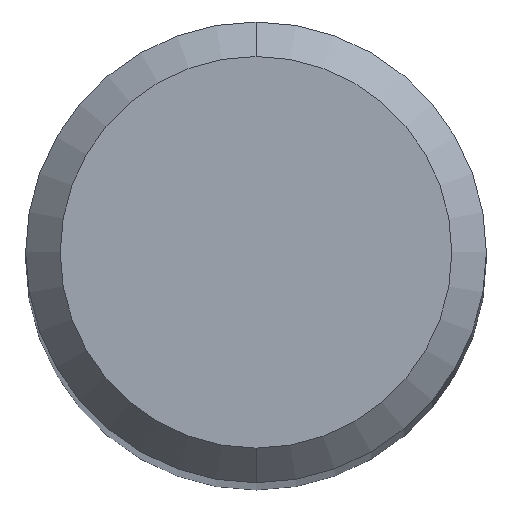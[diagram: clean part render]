
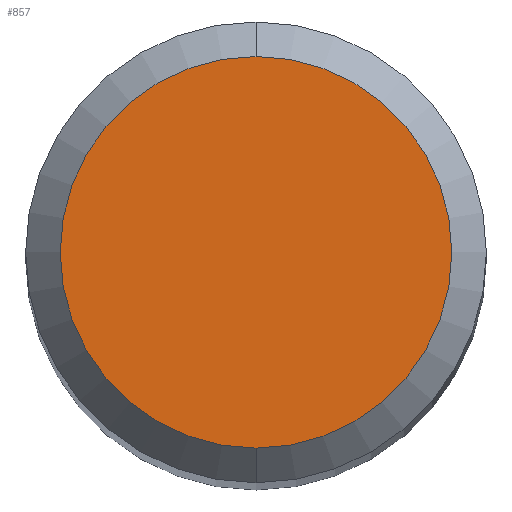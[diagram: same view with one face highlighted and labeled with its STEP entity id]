
A CAD part, top view. The second image highlights one B-rep face of the part: STEP entity #857.
In plain terms, the highlighted planar face has unit normal (0, 0, 1).
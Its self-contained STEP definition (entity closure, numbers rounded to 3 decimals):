
#591=EDGE_CURVE('',#745,#771,#1408,.T.);
#745=VERTEX_POINT('',#1579);
#749=EDGE_CURVE('',#771,#745,#1583,.T.);
#771=VERTEX_POINT('',#1608);
#857=ADVANCED_FACE('',(#1702),#1703,.T.);
#1408=CIRCLE('',#2807,1.7);
#1579=CARTESIAN_POINT('',(0.0,1.7,0.0));
#1583=CIRCLE('',#3501,1.7);
#1608=CARTESIAN_POINT('',(0.,-1.7,0.0));
#1702=FACE_OUTER_BOUND('',#4107,.T.);
#1703=PLANE('',#4108);
#2807=AXIS2_PLACEMENT_3D('',#5562,#5563,#5564);
#3501=AXIS2_PLACEMENT_3D('',#5802,#5803,#5804);
#4107=EDGE_LOOP('',(#5931,#5932));
#4108=AXIS2_PLACEMENT_3D('',#5933,#5934,#5935);
#5562=CARTESIAN_POINT('',(0.0,0.0,0.0));
#5563=DIRECTION('',(0.0,0.0,-1.0));
#5564=DIRECTION('',(0.0,1.0,0.0));
#5802=CARTESIAN_POINT('',(0.0,0.0,0.0));
#5803=DIRECTION('',(0.0,0.0,-1.0));
#5804=DIRECTION('',(0.0,1.0,0.0));
#5931=ORIENTED_EDGE('',*,*,#591,.F.);
#5932=ORIENTED_EDGE('',*,*,#749,.F.);
#5933=CARTESIAN_POINT('',(0.0,0.85,0.0));
#5934=DIRECTION('',(-0.0,0.0,1.0));
#5935=DIRECTION('',(0.0,-1.0,0.0));
